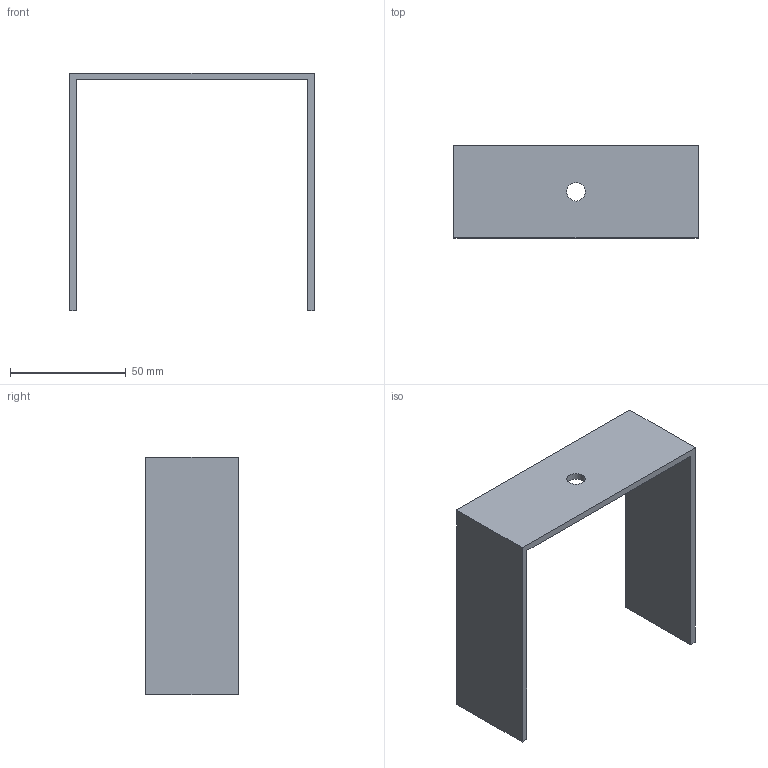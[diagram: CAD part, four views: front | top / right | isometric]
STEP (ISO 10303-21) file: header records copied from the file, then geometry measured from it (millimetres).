
FILE_DESCRIPTION(/* description */ (''),/* implementation_level */ '2;1');
FILE_NAME(/* name */ 'Manipulator_Pierwszy_Stopien.stp',/* time_stamp */ '2021-05-21T18:28:02+02:00',/* author */ (''),/* organization */ (''),/* preprocessor_version */ 'ST-DEVELOPER v16.7',/* originating_system */ 'SIEMENS PLM Software NX 1907',/* authorisation */ '');
FILE_SCHEMA (('AUTOMOTIVE_DESIGN { 1 0 10303 214 3 1 1 1 }'));
Length unit declared in the file: millimetre
Products named in the file (1): Manipulator_Pierwszy_Stopien
Bounding box: 106 x 40 x 103 mm (x, y, z)
Volume: 36569.2 mm3; surface area: 26530.9 mm2
Topology: 1 solids, 1 shells, 11 faces, 32 edges, 28 vertices
Faces by surface type: plane 10, cylinder 1
Full cylindrical faces by diameter (mm): 8 x1
Entity records: 402 total; most frequent: CARTESIAN_POINT 62, DIRECTION 58, ORIENTED_EDGE 52, LINE 28, VECTOR 28, EDGE_CURVE 26, VERTEX_POINT 18, AXIS2_PLACEMENT_3D 15
